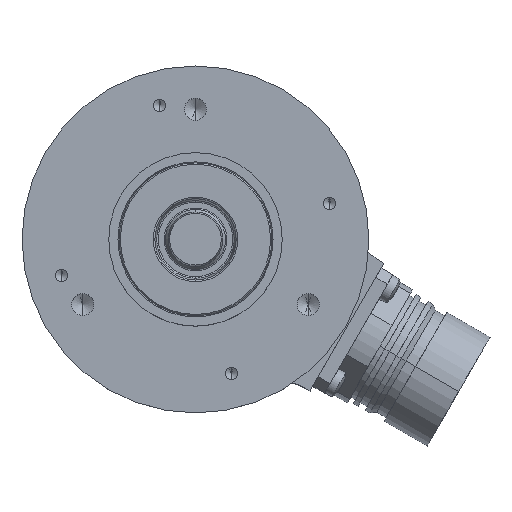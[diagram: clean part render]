
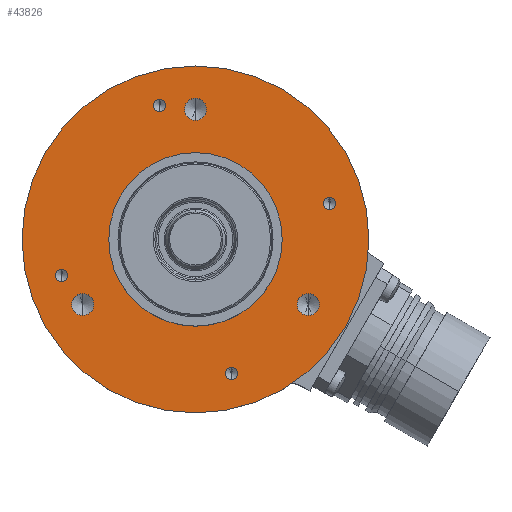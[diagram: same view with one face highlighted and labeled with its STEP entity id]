
A CAD part, top view. The second image highlights one B-rep face of the part: STEP entity #43826.
In plain terms, the highlighted planar face has unit normal (0, 0, 1).
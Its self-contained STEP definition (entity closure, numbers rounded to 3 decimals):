
#16278=CARTESIAN_POINT('',(0.,0.,22.5));
#16279=DIRECTION('',(0.,0.,1.));
#16280=DIRECTION('',(1.,0.,0.));
#16281=AXIS2_PLACEMENT_3D('',#16278,#16279,#16280);
#16292=CARTESIAN_POINT('',(0.,0.,22.5));
#16293=DIRECTION('',(0.,0.,1.));
#16294=DIRECTION('',(-1.,0.,0.));
#16295=AXIS2_PLACEMENT_3D('',#16292,#16293,#16294);
#16297=CARTESIAN_POINT('',(-24.535,-6.574,22.5));
#16298=DIRECTION('',(0.,0.,1.));
#16299=DIRECTION('',(0.,-1.,0.));
#16300=AXIS2_PLACEMENT_3D('',#16297,#16298,#16299);
#16302=CARTESIAN_POINT('',(-24.535,-6.574,22.5));
#16303=DIRECTION('',(0.,0.,1.));
#16304=DIRECTION('',(0.,1.,0.));
#16305=AXIS2_PLACEMENT_3D('',#16302,#16303,#16304);
#16307=CARTESIAN_POINT('',(-6.574,24.535,22.5));
#16308=DIRECTION('',(0.,0.,1.));
#16309=DIRECTION('',(0.,-1.,0.));
#16310=AXIS2_PLACEMENT_3D('',#16307,#16308,#16309);
#16312=CARTESIAN_POINT('',(-6.574,24.535,22.5));
#16313=DIRECTION('',(0.,0.,1.));
#16314=DIRECTION('',(0.,1.,0.));
#16315=AXIS2_PLACEMENT_3D('',#16312,#16313,#16314);
#16317=CARTESIAN_POINT('',(24.535,6.574,22.5));
#16318=DIRECTION('',(0.,0.,1.));
#16319=DIRECTION('',(0.,-1.,0.));
#16320=AXIS2_PLACEMENT_3D('',#16317,#16318,#16319);
#16322=CARTESIAN_POINT('',(24.535,6.574,22.5));
#16323=DIRECTION('',(0.,0.,1.));
#16324=DIRECTION('',(0.,1.,0.));
#16325=AXIS2_PLACEMENT_3D('',#16322,#16323,#16324);
#16327=CARTESIAN_POINT('',(6.574,-24.535,22.5));
#16328=DIRECTION('',(0.,0.,1.));
#16329=DIRECTION('',(0.,-1.,0.));
#16330=AXIS2_PLACEMENT_3D('',#16327,#16328,#16329);
#16332=CARTESIAN_POINT('',(6.574,-24.535,22.5));
#16333=DIRECTION('',(0.,0.,1.));
#16334=DIRECTION('',(0.,1.,0.));
#16335=AXIS2_PLACEMENT_3D('',#16332,#16333,#16334);
#16337=CARTESIAN_POINT('',(-20.62,-11.905,22.5));
#16338=DIRECTION('',(0.,0.,1.));
#16339=DIRECTION('',(0.,-1.,0.));
#16340=AXIS2_PLACEMENT_3D('',#16337,#16338,#16339);
#16342=CARTESIAN_POINT('',(-20.62,-11.905,22.5));
#16343=DIRECTION('',(0.,0.,1.));
#16344=DIRECTION('',(0.,1.,0.));
#16345=AXIS2_PLACEMENT_3D('',#16342,#16343,#16344);
#16347=CARTESIAN_POINT('',(0.,23.81,22.5));
#16348=DIRECTION('',(0.,0.,1.));
#16349=DIRECTION('',(0.,-1.,0.));
#16350=AXIS2_PLACEMENT_3D('',#16347,#16348,#16349);
#16352=CARTESIAN_POINT('',(0.,23.81,22.5));
#16353=DIRECTION('',(0.,0.,1.));
#16354=DIRECTION('',(0.,1.,0.));
#16355=AXIS2_PLACEMENT_3D('',#16352,#16353,#16354);
#16357=CARTESIAN_POINT('',(20.62,-11.905,22.5));
#16358=DIRECTION('',(0.,0.,1.));
#16359=DIRECTION('',(0.,-1.,0.));
#16360=AXIS2_PLACEMENT_3D('',#16357,#16358,#16359);
#16362=CARTESIAN_POINT('',(20.62,-11.905,22.5));
#16363=DIRECTION('',(0.,0.,1.));
#16364=DIRECTION('',(0.,1.,0.));
#16365=AXIS2_PLACEMENT_3D('',#16362,#16363,#16364);
#16371=CARTESIAN_POINT('',(0.,0.,22.5));
#16372=DIRECTION('',(0.,0.,1.));
#16373=DIRECTION('',(0.,1.,0.));
#16374=AXIS2_PLACEMENT_3D('',#16371,#16372,#16373);
#16390=CARTESIAN_POINT('',(0.,0.,22.5));
#16391=DIRECTION('',(0.,0.,-1.));
#16392=DIRECTION('',(0.,1.,0.));
#16393=AXIS2_PLACEMENT_3D('',#16390,#16391,#16392);
#23902=CARTESIAN_POINT('',(0.,15.875,22.5));
#23903=CARTESIAN_POINT('',(0.,-15.875,22.5));
#23904=VERTEX_POINT('',#23902);
#23905=VERTEX_POINT('',#23903);
#23914=CARTESIAN_POINT('',(31.75,0.,22.5));
#23915=CARTESIAN_POINT('',(-31.75,0.,22.5));
#23916=VERTEX_POINT('',#23914);
#23917=VERTEX_POINT('',#23915);
#23924=CARTESIAN_POINT('',(-24.535,-7.704,22.5));
#23925=CARTESIAN_POINT('',(-24.535,-5.444,22.5));
#23926=VERTEX_POINT('',#23924);
#23927=VERTEX_POINT('',#23925);
#23934=CARTESIAN_POINT('',(-6.574,23.404,22.5));
#23935=CARTESIAN_POINT('',(-6.574,25.665,22.5));
#23936=VERTEX_POINT('',#23934);
#23937=VERTEX_POINT('',#23935);
#23944=CARTESIAN_POINT('',(24.535,5.444,22.5));
#23945=CARTESIAN_POINT('',(24.535,7.704,22.5));
#23946=VERTEX_POINT('',#23944);
#23947=VERTEX_POINT('',#23945);
#23954=CARTESIAN_POINT('',(6.574,-25.665,22.5));
#23955=CARTESIAN_POINT('',(6.574,-23.404,22.5));
#23956=VERTEX_POINT('',#23954);
#23957=VERTEX_POINT('',#23955);
#23964=CARTESIAN_POINT('',(-20.62,-13.924,22.5));
#23965=CARTESIAN_POINT('',(-20.62,-9.886,22.5));
#23966=VERTEX_POINT('',#23964);
#23967=VERTEX_POINT('',#23965);
#23974=CARTESIAN_POINT('',(0.,21.791,22.5));
#23975=CARTESIAN_POINT('',(0.,25.829,22.5));
#23976=VERTEX_POINT('',#23974);
#23977=VERTEX_POINT('',#23975);
#23984=CARTESIAN_POINT('',(20.62,-13.924,22.5));
#23985=CARTESIAN_POINT('',(20.62,-9.886,22.5));
#23986=VERTEX_POINT('',#23984);
#23987=VERTEX_POINT('',#23985);
#43769=CARTESIAN_POINT('',(0.,0.,22.5));
#43770=DIRECTION('',(0.,0.,-1.));
#43771=DIRECTION('',(0.,1.,0.));
#43772=AXIS2_PLACEMENT_3D('',#43769,#43770,#43771);
#43773=PLANE('',#43772);
#43774=ORIENTED_EDGE('',*,*,#43749,.F.);
#43775=ORIENTED_EDGE('',*,*,#43763,.F.);
#43776=EDGE_LOOP('',(#43774,#43775));
#43777=FACE_OUTER_BOUND('',#43776,.F.);
#43779=ORIENTED_EDGE('',*,*,#43778,.T.);
#43781=ORIENTED_EDGE('',*,*,#43780,.F.);
#43782=EDGE_LOOP('',(#43779,#43781));
#43783=FACE_BOUND('',#43782,.F.);
#43785=ORIENTED_EDGE('',*,*,#43784,.T.);
#43787=ORIENTED_EDGE('',*,*,#43786,.T.);
#43788=EDGE_LOOP('',(#43785,#43787));
#43789=FACE_BOUND('',#43788,.F.);
#43791=ORIENTED_EDGE('',*,*,#43790,.T.);
#43793=ORIENTED_EDGE('',*,*,#43792,.T.);
#43794=EDGE_LOOP('',(#43791,#43793));
#43795=FACE_BOUND('',#43794,.F.);
#43797=ORIENTED_EDGE('',*,*,#43796,.T.);
#43799=ORIENTED_EDGE('',*,*,#43798,.T.);
#43800=EDGE_LOOP('',(#43797,#43799));
#43801=FACE_BOUND('',#43800,.F.);
#43803=ORIENTED_EDGE('',*,*,#43802,.T.);
#43805=ORIENTED_EDGE('',*,*,#43804,.T.);
#43806=EDGE_LOOP('',(#43803,#43805));
#43807=FACE_BOUND('',#43806,.F.);
#43809=ORIENTED_EDGE('',*,*,#43808,.T.);
#43811=ORIENTED_EDGE('',*,*,#43810,.T.);
#43812=EDGE_LOOP('',(#43809,#43811));
#43813=FACE_BOUND('',#43812,.F.);
#43815=ORIENTED_EDGE('',*,*,#43814,.T.);
#43817=ORIENTED_EDGE('',*,*,#43816,.T.);
#43818=EDGE_LOOP('',(#43815,#43817));
#43819=FACE_BOUND('',#43818,.F.);
#43821=ORIENTED_EDGE('',*,*,#43820,.T.);
#43823=ORIENTED_EDGE('',*,*,#43822,.T.);
#43824=EDGE_LOOP('',(#43821,#43823));
#43825=FACE_BOUND('',#43824,.F.);
#16282=CIRCLE('',#16281,31.75);
#16296=CIRCLE('',#16295,31.75);
#16301=CIRCLE('',#16300,1.13);
#16306=CIRCLE('',#16305,1.13);
#16311=CIRCLE('',#16310,1.13);
#16316=CIRCLE('',#16315,1.13);
#16321=CIRCLE('',#16320,1.13);
#16326=CIRCLE('',#16325,1.13);
#16331=CIRCLE('',#16330,1.13);
#16336=CIRCLE('',#16335,1.13);
#16341=CIRCLE('',#16340,2.019);
#16346=CIRCLE('',#16345,2.019);
#16351=CIRCLE('',#16350,2.019);
#16356=CIRCLE('',#16355,2.019);
#16361=CIRCLE('',#16360,2.019);
#16366=CIRCLE('',#16365,2.019);
#16375=CIRCLE('',#16374,15.875);
#16394=CIRCLE('',#16393,15.875);
#43749=EDGE_CURVE('',#23916,#23917,#16282,.T.);
#43763=EDGE_CURVE('',#23917,#23916,#16296,.T.);
#43778=EDGE_CURVE('',#23904,#23905,#16375,.T.);
#43780=EDGE_CURVE('',#23904,#23905,#16394,.T.);
#43784=EDGE_CURVE('',#23926,#23927,#16301,.T.);
#43786=EDGE_CURVE('',#23927,#23926,#16306,.T.);
#43790=EDGE_CURVE('',#23936,#23937,#16311,.T.);
#43792=EDGE_CURVE('',#23937,#23936,#16316,.T.);
#43796=EDGE_CURVE('',#23946,#23947,#16321,.T.);
#43798=EDGE_CURVE('',#23947,#23946,#16326,.T.);
#43802=EDGE_CURVE('',#23956,#23957,#16331,.T.);
#43804=EDGE_CURVE('',#23957,#23956,#16336,.T.);
#43808=EDGE_CURVE('',#23966,#23967,#16341,.T.);
#43810=EDGE_CURVE('',#23967,#23966,#16346,.T.);
#43814=EDGE_CURVE('',#23976,#23977,#16351,.T.);
#43816=EDGE_CURVE('',#23977,#23976,#16356,.T.);
#43820=EDGE_CURVE('',#23986,#23987,#16361,.T.);
#43822=EDGE_CURVE('',#23987,#23986,#16366,.T.);
#43826=ADVANCED_FACE('',(#43777,#43783,#43789,#43795,#43801,#43807,#43813,
#43819,#43825),#43773,.F.);
